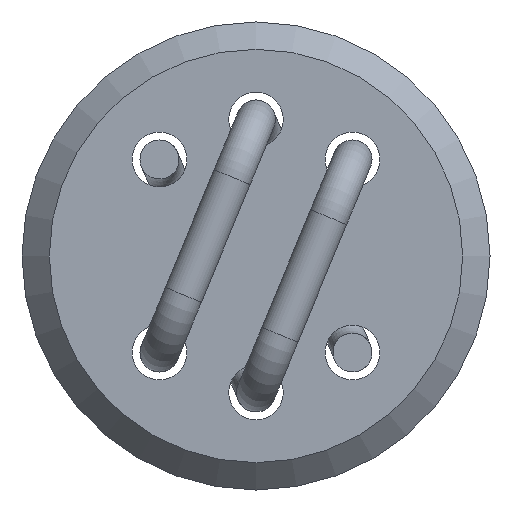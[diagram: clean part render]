
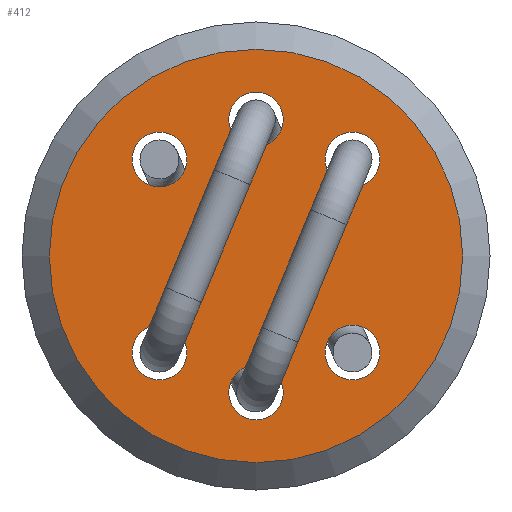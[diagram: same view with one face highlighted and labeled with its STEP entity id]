
A CAD part, left-side view. The second image highlights one B-rep face of the part: STEP entity #412.
In plain terms, the highlighted planar face has unit normal (-1, 0, 0).
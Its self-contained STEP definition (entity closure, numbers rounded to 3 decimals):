
#31=PLANE('',#515);
#112=ORIENTED_EDGE('',*,*,#143,.F.);
#113=ORIENTED_EDGE('',*,*,#145,.F.);
#114=ORIENTED_EDGE('',*,*,#153,.F.);
#115=ORIENTED_EDGE('',*,*,#151,.F.);
#116=ORIENTED_EDGE('',*,*,#149,.F.);
#117=ORIENTED_EDGE('',*,*,#147,.F.);
#118=ORIENTED_EDGE('',*,*,#141,.T.);
#141=EDGE_CURVE('',#177,#177,#213,.T.);
#143=EDGE_CURVE('',#179,#179,#215,.T.);
#145=EDGE_CURVE('',#181,#181,#217,.T.);
#147=EDGE_CURVE('',#183,#183,#219,.T.);
#149=EDGE_CURVE('',#185,#185,#221,.T.);
#151=EDGE_CURVE('',#187,#187,#223,.T.);
#153=EDGE_CURVE('',#189,#189,#225,.T.);
#177=VERTEX_POINT('',#725);
#179=VERTEX_POINT('',#730);
#181=VERTEX_POINT('',#735);
#183=VERTEX_POINT('',#740);
#185=VERTEX_POINT('',#745);
#187=VERTEX_POINT('',#750);
#189=VERTEX_POINT('',#755);
#213=CIRCLE('',#491,2.65);
#215=CIRCLE('',#494,0.35);
#217=CIRCLE('',#497,0.35);
#219=CIRCLE('',#500,0.35);
#221=CIRCLE('',#503,0.35);
#223=CIRCLE('',#506,0.35);
#225=CIRCLE('',#509,0.35);
#292=EDGE_LOOP('',(#112));
#293=EDGE_LOOP('',(#113));
#294=EDGE_LOOP('',(#114));
#295=EDGE_LOOP('',(#115));
#296=EDGE_LOOP('',(#116));
#297=EDGE_LOOP('',(#117));
#298=EDGE_LOOP('',(#118));
#364=FACE_BOUND('',#292,.T.);
#365=FACE_BOUND('',#293,.T.);
#366=FACE_BOUND('',#294,.T.);
#367=FACE_BOUND('',#295,.T.);
#368=FACE_BOUND('',#296,.T.);
#369=FACE_BOUND('',#297,.T.);
#370=FACE_BOUND('',#298,.T.);
#412=ADVANCED_FACE('',(#364,#365,#366,#367,#368,#369,#370),#31,.T.);
#491=AXIS2_PLACEMENT_3D('',#724,#606,#607);
#494=AXIS2_PLACEMENT_3D('',#729,#612,#613);
#497=AXIS2_PLACEMENT_3D('',#734,#618,#619);
#500=AXIS2_PLACEMENT_3D('',#739,#624,#625);
#503=AXIS2_PLACEMENT_3D('',#744,#630,#631);
#506=AXIS2_PLACEMENT_3D('',#749,#636,#637);
#509=AXIS2_PLACEMENT_3D('',#754,#642,#643);
#515=AXIS2_PLACEMENT_3D('',#764,#654,#655);
#606=DIRECTION('',(-1.,0.,0.));
#607=DIRECTION('',(0.,-1.,0.));
#612=DIRECTION('',(-1.,0.,0.));
#613=DIRECTION('',(0.,-1.,0.));
#618=DIRECTION('',(-1.,0.,0.));
#619=DIRECTION('',(0.,-1.,0.));
#624=DIRECTION('',(-1.,0.,0.));
#625=DIRECTION('',(0.,-1.,0.));
#630=DIRECTION('',(-1.,0.,0.));
#631=DIRECTION('',(0.,-1.,0.));
#636=DIRECTION('',(-1.,0.,0.));
#637=DIRECTION('',(0.,-1.,0.));
#642=DIRECTION('',(-1.,0.,0.));
#643=DIRECTION('',(0.,-1.,0.));
#654=DIRECTION('',(-1.,0.,0.));
#655=DIRECTION('',(0.,-1.,0.));
#724=CARTESIAN_POINT('',(-5.,0.,0.));
#725=CARTESIAN_POINT('',(-5.,-2.65,0.));
#729=CARTESIAN_POINT('',(-5.,-1.237,1.237));
#730=CARTESIAN_POINT('',(-5.,-1.587,1.237));
#734=CARTESIAN_POINT('',(-5.,-1.237,-1.237));
#735=CARTESIAN_POINT('',(-5.,-1.587,-1.237));
#739=CARTESIAN_POINT('',(-5.,1.237,-1.237));
#740=CARTESIAN_POINT('',(-5.,0.887,-1.237));
#744=CARTESIAN_POINT('',(-5.,1.237,1.237));
#745=CARTESIAN_POINT('',(-5.,0.887,1.237));
#749=CARTESIAN_POINT('',(-5.,0.,-1.75));
#750=CARTESIAN_POINT('',(-5.,-0.35,-1.75));
#754=CARTESIAN_POINT('',(-5.,0.,1.75));
#755=CARTESIAN_POINT('',(-5.,-0.35,1.75));
#764=CARTESIAN_POINT('',(-5.,0.,0.));
